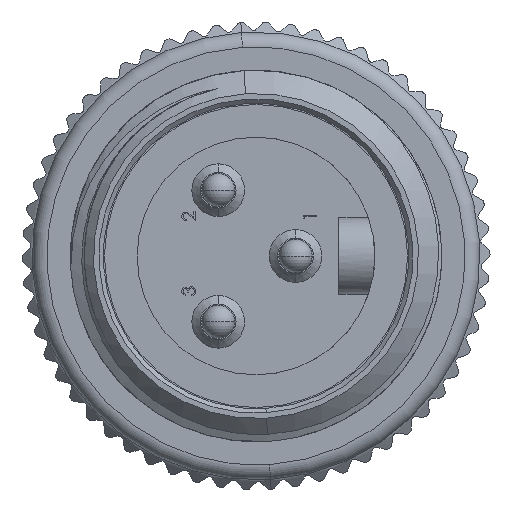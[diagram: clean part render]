
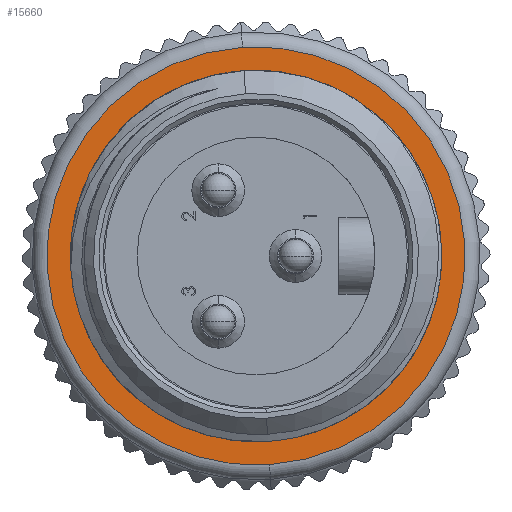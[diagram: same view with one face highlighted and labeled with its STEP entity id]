
A CAD part, left-side view. The second image highlights one B-rep face of the part: STEP entity #15660.
In plain terms, the highlighted planar face has unit normal (-1, 0, 0).
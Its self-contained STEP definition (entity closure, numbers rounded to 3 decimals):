
#545 = ORIENTED_EDGE ( 'NONE', *, *, #7683, .T. ) ;
#1969 = DIRECTION ( 'NONE',  ( -1., 0., 0. ) ) ;
#3234 = CARTESIAN_POINT ( 'NONE',  ( -2.157, 10.886, -0.706 ) ) ;
#3446 = DIRECTION ( 'NONE',  ( 0., 0.065, 0.998 ) ) ;
#4407 = CARTESIAN_POINT ( 'NONE',  ( -2.157, -0.706, -10.886 ) ) ;
#6718 = VERTEX_POINT ( 'NONE', #4407 ) ;
#6817 = DIRECTION ( 'NONE',  ( 0., -0.065, -0.998 ) ) ;
#7683 = EDGE_CURVE ( 'NONE', #18888, #34927, #31515, .T. ) ;
#9164 = FACE_BOUND ( 'NONE', #16408, .T. ) ;
#10573 = DIRECTION ( 'NONE',  ( -1., 0., 0. ) ) ;
#11554 = AXIS2_PLACEMENT_3D ( 'NONE', #42145, #20584, #45786 ) ;
#15660 = ADVANCED_FACE ( 'NONE', ( #46279, #9164 ), #31759, .F. ) ;
#16408 = EDGE_LOOP ( 'NONE', ( #21981, #16470 ) ) ;
#16470 = ORIENTED_EDGE ( 'NONE', *, *, #44406, .F. ) ;
#18888 = VERTEX_POINT ( 'NONE', #34792 ) ;
#18958 = AXIS2_PLACEMENT_3D ( 'NONE', #23397, #1969, #27032 ) ;
#19885 = VERTEX_POINT ( 'NONE', #41270 ) ;
#20241 = ORIENTED_EDGE ( 'NONE', *, *, #34276, .T. ) ;
#20584 = DIRECTION ( 'NONE',  ( -1., 0., 0. ) ) ;
#21981 = ORIENTED_EDGE ( 'NONE', *, *, #24601, .F. ) ;
#22017 = CIRCLE ( 'NONE', #18958, 10.909 ) ;
#22453 = CARTESIAN_POINT ( 'NONE',  ( -2.157, -0.81, -12.485 ) ) ;
#23397 = CARTESIAN_POINT ( 'NONE',  ( -2.157, 0., 0. ) ) ;
#24601 = EDGE_CURVE ( 'NONE', #19885, #6718, #22017, .T. ) ;
#24901 = DIRECTION ( 'NONE',  ( -1., 0., 0. ) ) ;
#26245 = CIRCLE ( 'NONE', #11554, 10.909 ) ;
#27032 = DIRECTION ( 'NONE',  ( 0., 0.065, 0.998 ) ) ;
#27910 = AXIS2_PLACEMENT_3D ( 'NONE', #3234, #28294, #6817 ) ;
#28294 = DIRECTION ( 'NONE',  ( 1., 0., 0. ) ) ;
#31515 = CIRCLE ( 'NONE', #43208, 12.511 ) ;
#31759 = PLANE ( 'NONE',  #27910 ) ;
#32106 = CARTESIAN_POINT ( 'NONE',  ( -2.157, 0., 0. ) ) ;
#34276 = EDGE_CURVE ( 'NONE', #34927, #18888, #40750, .T. ) ;
#34792 = CARTESIAN_POINT ( 'NONE',  ( -2.157, 0.81, 12.485 ) ) ;
#34927 = VERTEX_POINT ( 'NONE', #22453 ) ;
#35751 = DIRECTION ( 'NONE',  ( 0., 0.065, 0.998 ) ) ;
#40620 = EDGE_LOOP ( 'NONE', ( #545, #20241 ) ) ;
#40750 = CIRCLE ( 'NONE', #42117, 12.511 ) ;
#41270 = CARTESIAN_POINT ( 'NONE',  ( -2.157, 0.706, 10.886 ) ) ;
#42117 = AXIS2_PLACEMENT_3D ( 'NONE', #46481, #24901, #3446 ) ;
#42145 = CARTESIAN_POINT ( 'NONE',  ( -2.157, 0., 0. ) ) ;
#43208 = AXIS2_PLACEMENT_3D ( 'NONE', #32106, #10573, #35751 ) ;
#44406 = EDGE_CURVE ( 'NONE', #6718, #19885, #26245, .T. ) ;
#45786 = DIRECTION ( 'NONE',  ( 0., 0.065, 0.998 ) ) ;
#46279 = FACE_OUTER_BOUND ( 'NONE', #40620, .T. ) ;
#46481 = CARTESIAN_POINT ( 'NONE',  ( -2.157, 0., 0. ) ) ;
